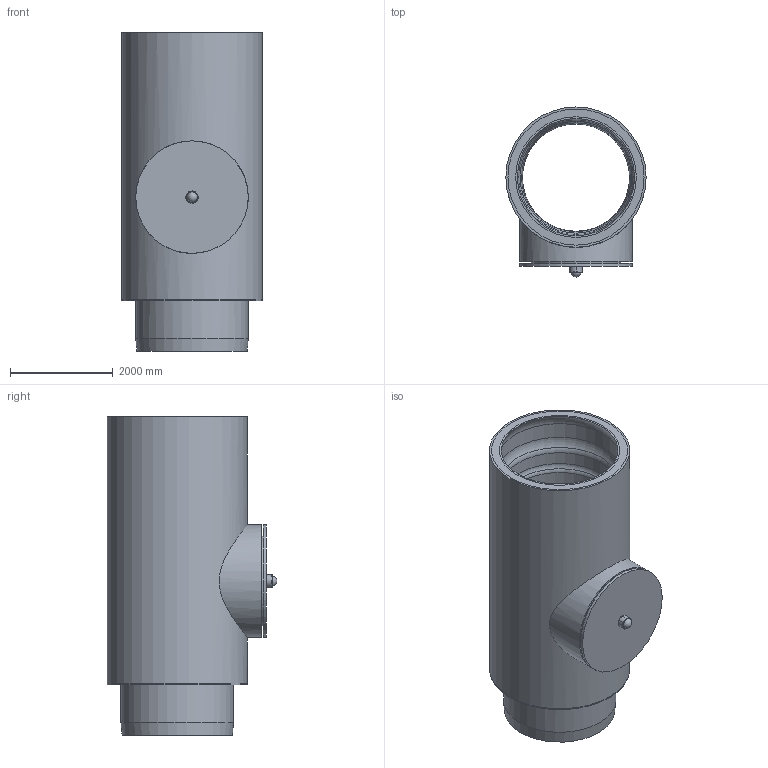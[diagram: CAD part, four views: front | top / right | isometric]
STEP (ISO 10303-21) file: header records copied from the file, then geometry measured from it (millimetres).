
FILE_DESCRIPTION(/* description */ (''),/* implementation_level */ '2;1');
FILE_NAME(/* name */ '58054.200X_3D.stp',/* time_stamp */ '2024-12-12T09:48:31+01:00',/* author */ ('CAD'),/* organization */ (''),/* preprocessor_version */ 'ST-DEVELOPER v20',/* originating_system */ 'AutoCAD Mechanical',/* authorisation */ '');
FILE_SCHEMA (('AUTOMOTIVE_DESIGN { 1 0 10303 214 3 1 1 }'));
Length unit declared in the file: centimetre
Products named in the file (2): Product; *S0
Assembly tree (1 placements, depth 2):
  Product
    *S0
Bounding box: 2730 x 3305 x 6200 mm (x, y, z)
Volume: 11555846060 mm3; surface area: 290452966.1 mm2
Topology: 14 solids, 14 shells, 147 faces, 315 edges, 203 vertices
Faces by surface type: plane 47, cylinder 40, cone 28, torus 26, bspline 4, sphere 2
Full cylindrical faces by diameter (mm): 101.06 x1, 120 x1, 125 x1, 130 x1, 219.393 x1, 240 x1, 1500 x1, 1540 x1, 1670 x1, 2132 x5, 2190 x5, 2240 x1, 2298 x2, 2410 x1, 2468 x2, 2610 x1, 2650 x4, 2730 x2
Entity records: 5731 total; most frequent: CARTESIAN_POINT 2368, DIRECTION 734, ORIENTED_EDGE 630, AXIS2_PLACEMENT_3D 329, EDGE_CURVE 315, VERTEX_POINT 203, EDGE_LOOP 184, CIRCLE 183
